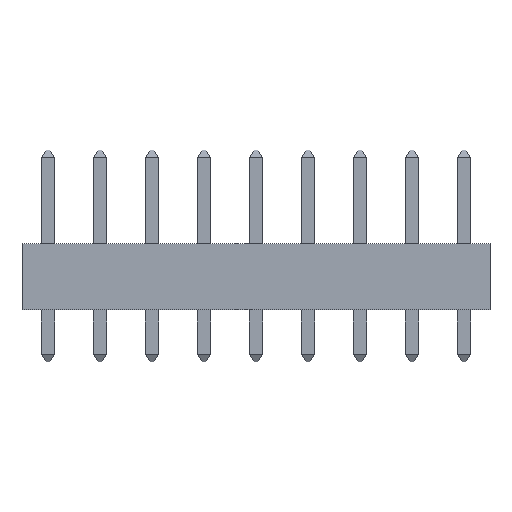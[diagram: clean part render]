
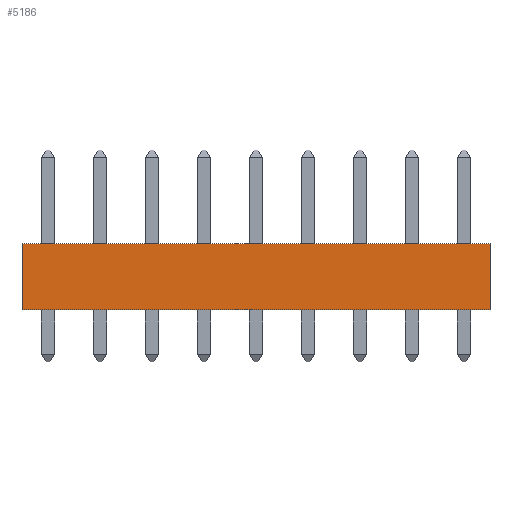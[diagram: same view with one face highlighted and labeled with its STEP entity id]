
A CAD part, front view. The second image highlights one B-rep face of the part: STEP entity #5186.
In plain terms, the highlighted planar face has unit normal (0, -1, 0).
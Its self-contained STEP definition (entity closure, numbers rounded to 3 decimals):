
#5063 = CARTESIAN_POINT ( 'NONE',  ( 17., -1., 0. ) ) ;
#5064 = VERTEX_POINT ( 'NONE', #5063 ) ;
#5081 = CARTESIAN_POINT ( 'NONE',  ( 17., -1., 2.54 ) ) ;
#5082 = VERTEX_POINT ( 'NONE', #5081 ) ;
#5089 = CARTESIAN_POINT ( 'NONE',  ( 17., -1., 2.54 ) ) ;
#5090 = DIRECTION ( 'NONE',  ( 0., 0., -1. ) ) ;
#5091 = VECTOR ( 'NONE', #5090, 1000. ) ;
#5092 = LINE ( 'NONE', #5089, #5091 ) ;
#5093 = EDGE_CURVE ( 'NONE', #5082, #5064, #5092, .T. ) ;
#5134 = CARTESIAN_POINT ( 'NONE',  ( -1., -1., 0. ) ) ;
#5135 = VERTEX_POINT ( 'NONE', #5134 ) ;
#5142 = CARTESIAN_POINT ( 'NONE',  ( -1., -1., 2.54 ) ) ;
#5143 = VERTEX_POINT ( 'NONE', #5142 ) ;
#5144 = CARTESIAN_POINT ( 'NONE',  ( -1., -1., 2.54 ) ) ;
#5145 = DIRECTION ( 'NONE',  ( 0., 0., -1. ) ) ;
#5146 = VECTOR ( 'NONE', #5145, 1000. ) ;
#5147 = LINE ( 'NONE', #5144, #5146 ) ;
#5148 = EDGE_CURVE ( 'NONE', #5143, #5135, #5147, .T. ) ;
#5165 = CARTESIAN_POINT ( 'NONE',  ( -1., -1., 0. ) ) ;
#5166 = DIRECTION ( 'NONE',  ( 1., 0., 0. ) ) ;
#5167 = VECTOR ( 'NONE', #5166, 1000. ) ;
#5168 = LINE ( 'NONE', #5165, #5167 ) ;
#5169 = EDGE_CURVE ( 'NONE', #5135, #5064, #5168, .T. ) ;
#5170 = ORIENTED_EDGE ( 'NONE', *, *, #5169, .T. ) ;
#5171 = ORIENTED_EDGE ( 'NONE', *, *, #5093, .F. ) ;
#5172 = CARTESIAN_POINT ( 'NONE',  ( -1., -1., 2.54 ) ) ;
#5173 = DIRECTION ( 'NONE',  ( 1., 0., 0. ) ) ;
#5174 = VECTOR ( 'NONE', #5173, 1000. ) ;
#5175 = LINE ( 'NONE', #5172, #5174 ) ;
#5176 = EDGE_CURVE ( 'NONE', #5143, #5082, #5175, .T. ) ;
#5177 = ORIENTED_EDGE ( 'NONE', *, *, #5176, .F. ) ;
#5178 = ORIENTED_EDGE ( 'NONE', *, *, #5148, .T. ) ;
#5179 = EDGE_LOOP ( 'NONE', ( #5170, #5171, #5177, #5178 ) ) ;
#5180 = FACE_OUTER_BOUND ( 'NONE', #5179, .T. ) ;
#5181 = CARTESIAN_POINT ( 'NONE',  ( -1., -1., 2.54 ) ) ;
#5182 = DIRECTION ( 'NONE',  ( 0., 1., 0. ) ) ;
#5183 = DIRECTION ( 'NONE',  ( -1., 0., 0. ) ) ;
#5184 = AXIS2_PLACEMENT_3D ( 'NONE', #5181, #5182, #5183 ) ;
#5185 = PLANE ( 'NONE', #5184 ) ;
#5186 = ADVANCED_FACE ( 'NONE', ( #5180 ), #5185, .F. ) ;
